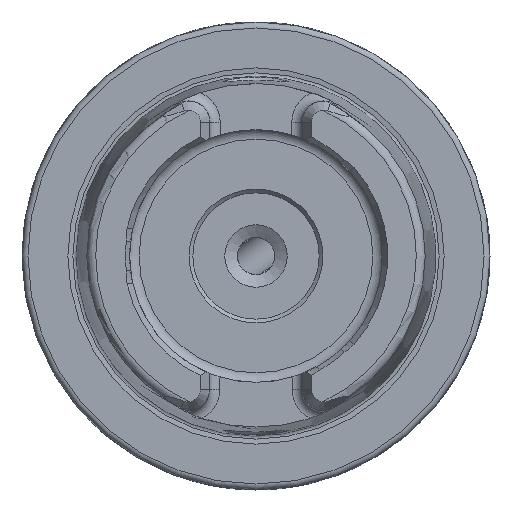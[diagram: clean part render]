
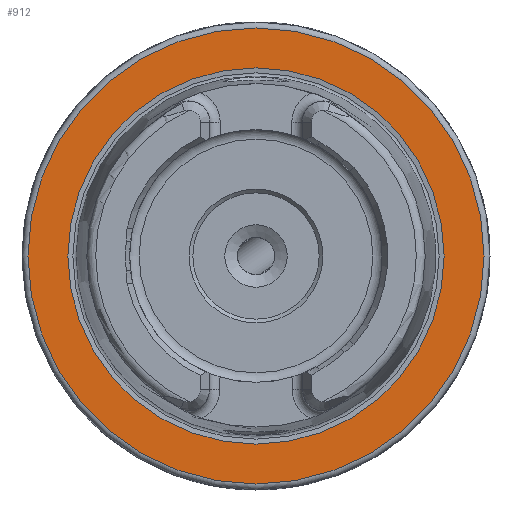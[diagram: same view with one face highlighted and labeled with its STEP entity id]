
A CAD part, left-side view. The second image highlights one B-rep face of the part: STEP entity #912.
In plain terms, the highlighted planar face has unit normal (-1, 0, 0).
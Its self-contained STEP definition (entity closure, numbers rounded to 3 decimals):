
#570 = DIRECTION ( 'NONE',  ( 0., 0., -1. ) ) ;
#912 = ADVANCED_FACE ( 'NONE', ( #7060, #12235 ), #9246, .F. ) ;
#1591 = AXIS2_PLACEMENT_3D ( 'NONE', #12536, #5949, #2829 ) ;
#1748 = DIRECTION ( 'NONE',  ( 0., 0., 1. ) ) ;
#2362 = CARTESIAN_POINT ( 'NONE',  ( 0., 0., 30.7 ) ) ;
#2829 = DIRECTION ( 'NONE',  ( 0., 0., 1. ) ) ;
#3098 = CIRCLE ( 'NONE', #8369, 30.7 ) ;
#3394 = EDGE_CURVE ( 'NONE', #4160, #4160, #9003, .T. ) ;
#4160 = VERTEX_POINT ( 'NONE', #14175 ) ;
#4991 = DIRECTION ( 'NONE',  ( 1., 0., 0. ) ) ;
#5321 = AXIS2_PLACEMENT_3D ( 'NONE', #10329, #4991, #570 ) ;
#5949 = DIRECTION ( 'NONE',  ( -1., 0., 0. ) ) ;
#7060 = FACE_BOUND ( 'NONE', #12540, .T. ) ;
#7599 = EDGE_CURVE ( 'NONE', #11208, #11208, #3098, .T. ) ;
#8369 = AXIS2_PLACEMENT_3D ( 'NONE', #9120, #11395, #1748 ) ;
#9003 = CIRCLE ( 'NONE', #1591, 25.324 ) ;
#9120 = CARTESIAN_POINT ( 'NONE',  ( 0., 0., 0. ) ) ;
#9246 = PLANE ( 'NONE',  #5321 ) ;
#10127 = ORIENTED_EDGE ( 'NONE', *, *, #3394, .F. ) ;
#10329 = CARTESIAN_POINT ( 'NONE',  ( 0., 30.7, 0. ) ) ;
#11208 = VERTEX_POINT ( 'NONE', #2362 ) ;
#11395 = DIRECTION ( 'NONE',  ( -1., 0., 0. ) ) ;
#12010 = EDGE_LOOP ( 'NONE', ( #12513 ) ) ;
#12235 = FACE_OUTER_BOUND ( 'NONE', #12010, .T. ) ;
#12513 = ORIENTED_EDGE ( 'NONE', *, *, #7599, .T. ) ;
#12536 = CARTESIAN_POINT ( 'NONE',  ( 0., 0., 0. ) ) ;
#12540 = EDGE_LOOP ( 'NONE', ( #10127 ) ) ;
#14175 = CARTESIAN_POINT ( 'NONE',  ( 0., 0., 25.324 ) ) ;
